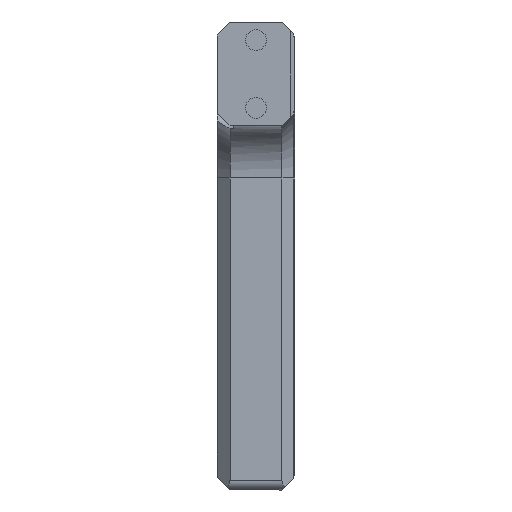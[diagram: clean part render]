
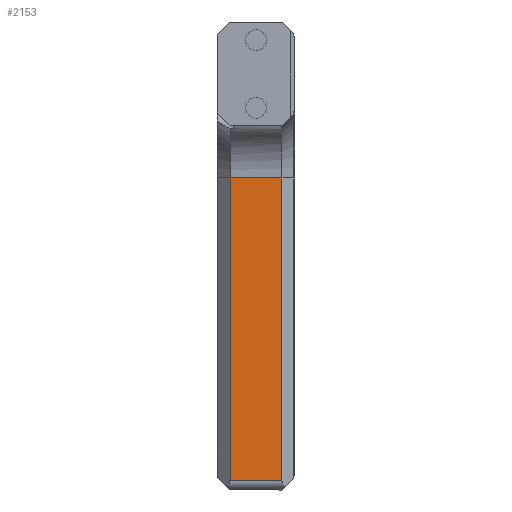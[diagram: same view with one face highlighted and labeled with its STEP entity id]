
A CAD part, front view. The second image highlights one B-rep face of the part: STEP entity #2153.
In plain terms, the highlighted planar face has unit normal (0, -1, 0).
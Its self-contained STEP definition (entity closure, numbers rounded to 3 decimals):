
#222=FACE_OUTER_BOUND('',#342,.T.);
#342=EDGE_LOOP('',(#1858,#1859,#1860,#1861));
#475=LINE('',#3254,#713);
#552=LINE('',#3459,#790);
#586=LINE('',#3557,#824);
#587=LINE('',#3558,#825);
#713=VECTOR('',#2608,10.);
#790=VECTOR('',#2795,1.5);
#824=VECTOR('',#2907,10.);
#825=VECTOR('',#2908,10.);
#939=VERTEX_POINT('',#3251);
#940=VERTEX_POINT('',#3253);
#1013=VERTEX_POINT('',#3458);
#1038=VERTEX_POINT('',#3556);
#1181=EDGE_CURVE('',#939,#940,#475,.T.);
#1283=EDGE_CURVE('',#940,#1013,#552,.T.);
#1332=EDGE_CURVE('',#1038,#939,#586,.T.);
#1333=EDGE_CURVE('',#1013,#1038,#587,.T.);
#1858=ORIENTED_EDGE('',*,*,#1181,.F.);
#1859=ORIENTED_EDGE('',*,*,#1332,.F.);
#1860=ORIENTED_EDGE('',*,*,#1333,.F.);
#1861=ORIENTED_EDGE('',*,*,#1283,.F.);
#2047=PLANE('',#2342);
#2153=ADVANCED_FACE('',(#222),#2047,.F.);
#2342=AXIS2_PLACEMENT_3D('',#3555,#2905,#2906);
#2608=DIRECTION('',(0.,0.,-1.));
#2795=DIRECTION('',(-1.,0.,0.));
#2905=DIRECTION('center_axis',(0.,1.,0.));
#2906=DIRECTION('ref_axis',(-1.,0.,0.));
#2907=DIRECTION('',(1.,0.,0.));
#2908=DIRECTION('',(0.,0.,1.));
#3251=CARTESIAN_POINT('',(7.082,348.798,9.661));
#3253=CARTESIAN_POINT('',(7.082,348.798,-36.839));
#3254=CARTESIAN_POINT('',(7.082,348.798,20.661));
#3458=CARTESIAN_POINT('',(-0.918,348.798,-36.839));
#3459=CARTESIAN_POINT('',(4.074,348.798,-36.839));
#3555=CARTESIAN_POINT('Origin',(1.577,348.798,26.161));
#3556=CARTESIAN_POINT('',(-0.918,348.798,9.661));
#3557=CARTESIAN_POINT('',(1.574,348.798,9.661));
#3558=CARTESIAN_POINT('',(-0.918,348.798,25.161));
